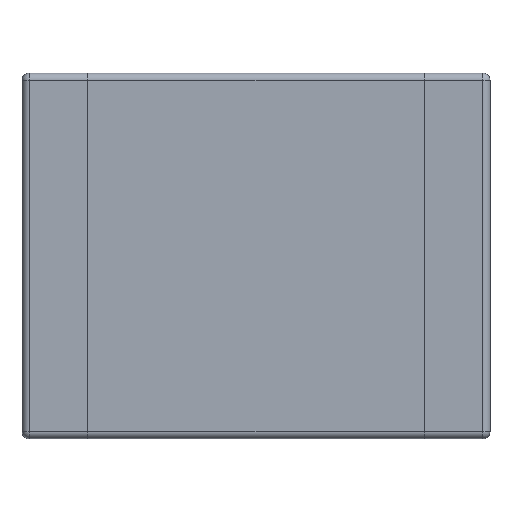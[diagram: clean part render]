
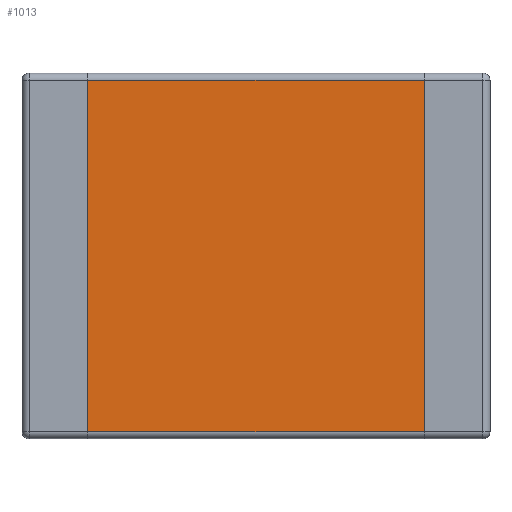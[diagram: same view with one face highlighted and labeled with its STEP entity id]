
A CAD part, front view. The second image highlights one B-rep face of the part: STEP entity #1013.
In plain terms, the highlighted planar face has unit normal (0, -1, 0).
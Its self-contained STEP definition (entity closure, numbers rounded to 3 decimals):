
#85 = EDGE_CURVE ( 'NONE', #1613, #1550, #435, .T. ) ;
#173 = ORIENTED_EDGE ( 'NONE', *, *, #909, .F. ) ;
#217 = ORIENTED_EDGE ( 'NONE', *, *, #1553, .T. ) ;
#432 = DIRECTION ( 'NONE',  ( 1., 0., 0. ) ) ;
#433 = VECTOR ( 'NONE', #432, 1000. ) ;
#434 = CARTESIAN_POINT ( 'NONE',  ( 1.6, 0., -1.2 ) ) ;
#435 = LINE ( 'NONE', #434, #433 ) ;
#499 = DIRECTION ( 'NONE',  ( 0., 0., -1. ) ) ;
#500 = VECTOR ( 'NONE', #499, 1000. ) ;
#501 = CARTESIAN_POINT ( 'NONE',  ( 1.15, 0., -1.25 ) ) ;
#502 = LINE ( 'NONE', #501, #500 ) ;
#614 = ORIENTED_EDGE ( 'NONE', *, *, #85, .T. ) ;
#695 = ORIENTED_EDGE ( 'NONE', *, *, #1615, .F. ) ;
#701 = EDGE_LOOP ( 'NONE', ( #695, #614, #173, #217 ) ) ;
#853 = FACE_OUTER_BOUND ( 'NONE', #701, .T. ) ;
#894 = DIRECTION ( 'NONE',  ( 0., 0., -1. ) ) ;
#895 = DIRECTION ( 'NONE',  ( 0., -1., 0. ) ) ;
#896 = CARTESIAN_POINT ( 'NONE',  ( 1.6, 0., -1.25 ) ) ;
#897 = AXIS2_PLACEMENT_3D ( 'NONE', #896, #895, #894 ) ;
#899 = PLANE ( 'NONE',  #897 ) ;
#909 = EDGE_CURVE ( 'NONE', #1545, #1550, #502, .T. ) ;
#1013 = ADVANCED_FACE ( 'NONE', ( #853 ), #899, .T. ) ;
#1023 = CARTESIAN_POINT ( 'NONE',  ( 1.15, 0., 1.2 ) ) ;
#1078 = DIRECTION ( 'NONE',  ( -1., 0., 0. ) ) ;
#1079 = VECTOR ( 'NONE', #1078, 1000. ) ;
#1080 = CARTESIAN_POINT ( 'NONE',  ( -1.6, 0., 1.2 ) ) ;
#1081 = LINE ( 'NONE', #1080, #1079 ) ;
#1087 = CARTESIAN_POINT ( 'NONE',  ( 1.15, 0., -1.2 ) ) ;
#1147 = CARTESIAN_POINT ( 'NONE',  ( -1.15, 0., 1.2 ) ) ;
#1284 = DIRECTION ( 'NONE',  ( 0., 0., 1. ) ) ;
#1285 = VECTOR ( 'NONE', #1284, 1000. ) ;
#1286 = CARTESIAN_POINT ( 'NONE',  ( -1.15, 0., -1.25 ) ) ;
#1287 = LINE ( 'NONE', #1286, #1285 ) ;
#1288 = CARTESIAN_POINT ( 'NONE',  ( -1.15, 0., -1.2 ) ) ;
#1545 = VERTEX_POINT ( 'NONE', #1023 ) ;
#1550 = VERTEX_POINT ( 'NONE', #1087 ) ;
#1553 = EDGE_CURVE ( 'NONE', #1545, #1561, #1081, .T. ) ;
#1561 = VERTEX_POINT ( 'NONE', #1147 ) ;
#1613 = VERTEX_POINT ( 'NONE', #1288 ) ;
#1615 = EDGE_CURVE ( 'NONE', #1613, #1561, #1287, .T. ) ;
